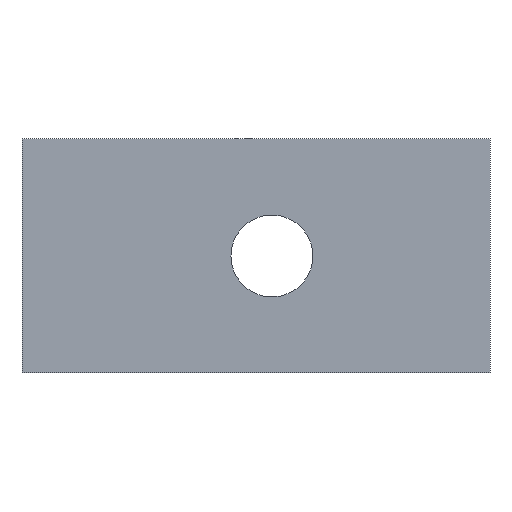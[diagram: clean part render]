
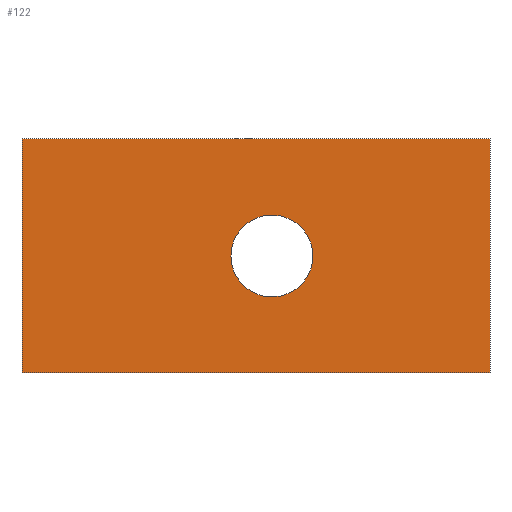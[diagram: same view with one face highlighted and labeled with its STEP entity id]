
A CAD part, left-side view. The second image highlights one B-rep face of the part: STEP entity #122.
In plain terms, the highlighted planar face has unit normal (-1, 0, 0).
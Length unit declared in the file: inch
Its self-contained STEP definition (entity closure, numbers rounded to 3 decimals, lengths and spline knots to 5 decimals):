
#16=FACE_BOUND('',#32,.T.);
#18=CIRCLE('',#149,0.175);
#23=FACE_OUTER_BOUND('',#31,.T.);
#31=EDGE_LOOP('',(#92,#93,#94,#95));
#32=EDGE_LOOP('',(#96));
#39=LINE('',#194,#51);
#42=LINE('',#205,#54);
#43=LINE('',#207,#55);
#44=LINE('',#208,#56);
#51=VECTOR('',#161,0.3937);
#54=VECTOR('',#172,0.3937);
#55=VECTOR('',#173,0.3937);
#56=VECTOR('',#174,0.3937);
#63=VERTEX_POINT('',#191);
#64=VERTEX_POINT('',#193);
#66=VERTEX_POINT('',#199);
#68=VERTEX_POINT('',#204);
#69=VERTEX_POINT('',#206);
#73=EDGE_CURVE('',#63,#64,#39,.T.);
#76=EDGE_CURVE('',#66,#66,#18,.T.);
#78=EDGE_CURVE('',#68,#63,#42,.T.);
#79=EDGE_CURVE('',#68,#69,#43,.T.);
#80=EDGE_CURVE('',#69,#64,#44,.T.);
#92=ORIENTED_EDGE('',*,*,#78,.F.);
#93=ORIENTED_EDGE('',*,*,#79,.T.);
#94=ORIENTED_EDGE('',*,*,#80,.T.);
#95=ORIENTED_EDGE('',*,*,#73,.F.);
#96=ORIENTED_EDGE('',*,*,#76,.T.);
#115=PLANE('',#151);
#122=ADVANCED_FACE('',(#23,#16),#115,.T.);
#149=AXIS2_PLACEMENT_3D('',#200,#166,#167);
#151=AXIS2_PLACEMENT_3D('',#203,#170,#171);
#161=DIRECTION('',(0.,0.,1.));
#166=DIRECTION('center_axis',(1.,0.,0.));
#167=DIRECTION('ref_axis',(0.,0.,1.));
#170=DIRECTION('center_axis',(-1.,0.,0.));
#171=DIRECTION('ref_axis',(0.,-1.,0.));
#172=DIRECTION('',(0.,1.,0.));
#173=DIRECTION('',(0.,0.,1.));
#174=DIRECTION('',(0.,1.,0.));
#191=CARTESIAN_POINT('',(0.,2.,0.));
#193=CARTESIAN_POINT('',(0.,2.,1.));
#194=CARTESIAN_POINT('',(0.,2.,1.));
#199=CARTESIAN_POINT('',(0.,0.932,0.325));
#200=CARTESIAN_POINT('Origin',(0.,0.932,0.5));
#203=CARTESIAN_POINT('Origin',(0.,1.858,0.));
#204=CARTESIAN_POINT('',(0.,0.,0.));
#205=CARTESIAN_POINT('',(0.,1.858,0.));
#206=CARTESIAN_POINT('',(0.,0.,1.));
#207=CARTESIAN_POINT('',(0.,0.,0.));
#208=CARTESIAN_POINT('',(0.,1.858,1.));
